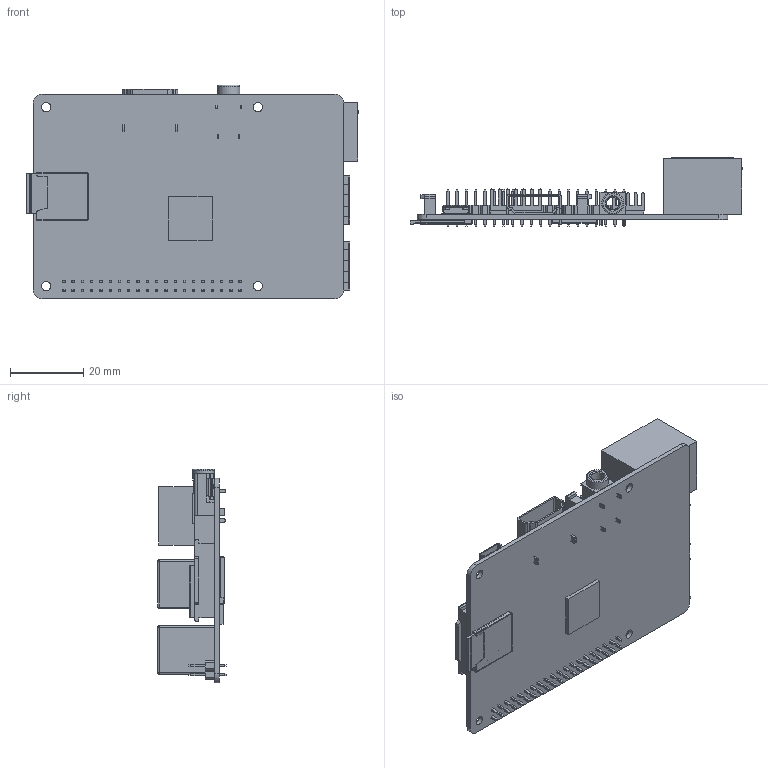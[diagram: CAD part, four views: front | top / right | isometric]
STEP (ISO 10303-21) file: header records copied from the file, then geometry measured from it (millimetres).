
FILE_DESCRIPTION(/* description */ (''),/* implementation_level */ '2;1');
FILE_NAME(/* name */ 'raspberrypi3.stp',/* time_stamp */ '2020-04-06T23:16:59+01:00',/* author */ ('Yuan'),/* organization */ (''),/* preprocessor_version */ 'ST-DEVELOPER v17',/* originating_system */ 'Autodesk Inventor 2019',/* authorisation */ '');
FILE_SCHEMA (('AUTOMOTIVE_DESIGN { 1 0 10303 214 3 1 1 }'));
Length unit declared in the file: millimetre
Products named in the file (59): raspberrypi3; Raspberry Pi 3; Raspberry Pi 3_1; Raspberry Pi 3_1_1; Raspberry Pi 3_2; Raspberry Pi 3_3; Raspberry Pi 3_4; Raspberry Pi 3_5; Raspberry Pi 3_6; Raspberry Pi 3_7; Raspberry Pi 3_8; Raspberry Pi 3_9; Raspberry Pi 3_10; Raspberry Pi 3_11; Raspberry Pi 3_12; Raspberry Pi 3_13; Raspberry Pi 3_14; Raspberry Pi 3_15; Raspberry Pi 3_16; Raspberry Pi 3_17; Raspberry Pi 3_18; Raspberry Pi 3_19; Raspberry Pi 3_20; Raspberry Pi 3_21; Raspberry Pi 3_22; Raspberry Pi 3_23; Raspberry Pi 3_24; Raspberry Pi 3_25; Raspberry Pi 3_26; Raspberry Pi 3_27; Raspberry Pi 3_28; Raspberry Pi 3_29; Raspberry Pi 3_30; Raspberry Pi 3_31; Raspberry Pi 3_32; Raspberry Pi 3_33; Raspberry Pi 3_34; Raspberry Pi 3_35; Raspberry Pi 3_36; Raspberry Pi 3_37 ...
Assembly tree (58 placements, depth 3):
  raspberrypi3
    Raspberry Pi 3
      Raspberry Pi 3_1
      Raspberry Pi 3_1_1
      Raspberry Pi 3_2
      Raspberry Pi 3_3
      Raspberry Pi 3_4
      Raspberry Pi 3_5
      Raspberry Pi 3_6
      Raspberry Pi 3_7
      Raspberry Pi 3_8
      Raspberry Pi 3_9
      Raspberry Pi 3_10
      Raspberry Pi 3_11
      Raspberry Pi 3_12
      Raspberry Pi 3_13
      Raspberry Pi 3_14
      Raspberry Pi 3_15
      Raspberry Pi 3_16
      Raspberry Pi 3_17
      Raspberry Pi 3_18
      Raspberry Pi 3_19
      Raspberry Pi 3_20
      Raspberry Pi 3_21
      Raspberry Pi 3_22
      Raspberry Pi 3_23
      Raspberry Pi 3_24
      Raspberry Pi 3_25
      Raspberry Pi 3_26
      Raspberry Pi 3_27
      Raspberry Pi 3_28
      Raspberry Pi 3_29
      Raspberry Pi 3_30
      Raspberry Pi 3_31
      Raspberry Pi 3_32
      Raspberry Pi 3_33
      Raspberry Pi 3_34
      Raspberry Pi 3_35
      Raspberry Pi 3_36
      Raspberry Pi 3_37
      Raspberry Pi 3_38
      Raspberry Pi 3_39
      Raspberry Pi 3_40
      Raspberry Pi 3_41
      Raspberry Pi 3_42
      Raspberry Pi 3_43
      Raspberry Pi 3_44
      Raspberry Pi 3_45
      Raspberry Pi 3_46
      Raspberry Pi 3 (micro SD)
      Raspberry Pi 3_47
      Raspberry Pi 3_48
      Raspberry Pi 3_49
      Raspberry Pi 3_50
      Raspberry Pi 3_51
      Raspberry Pi 3_52
      Raspberry Pi 3_53
      RPi Heatsink Set
      RPi Heatsink Set_1
Bounding box: 90.89 x 18.8 x 58.5 mm (x, y, z)
Volume: 19084.7 mm3; surface area: 25297.2 mm2
Topology: 57 solids, 57 shells, 1217 faces, 2952 edges, 1847 vertices
Faces by surface type: plane 1107, cylinder 100, sphere 6, bspline 2, cone 1, torus 1
Full cylindrical faces by diameter (mm): 2.5 x4, 3.4 x1, 3.6 x1, 6 x1
Entity records: 37268 total; most frequent: CARTESIAN_POINT 6153, ORIENTED_EDGE 5892, DIRECTION 5838, EDGE_CURVE 2946, LINE 2718, VECTOR 2718, VERTEX_POINT 1847, AXIS2_PLACEMENT_3D 1560
